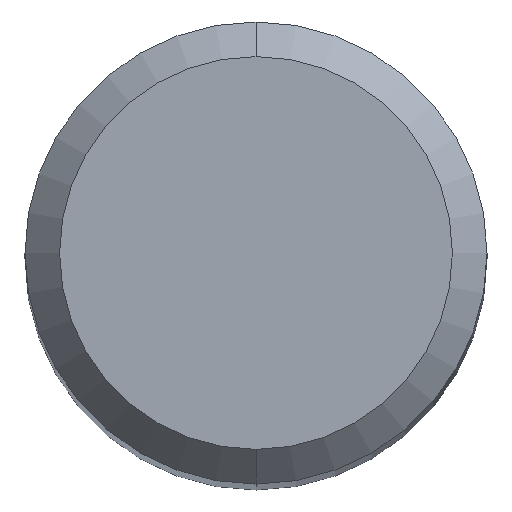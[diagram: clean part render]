
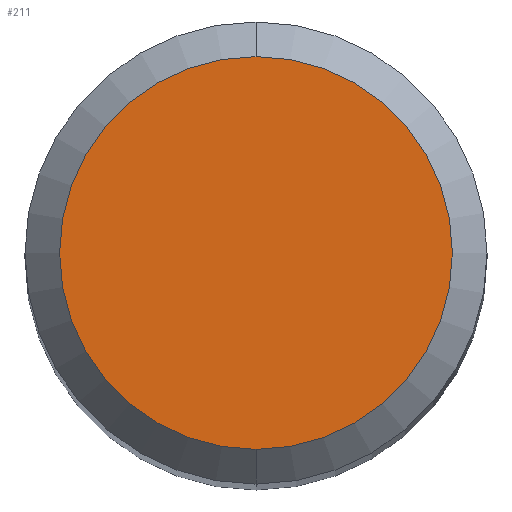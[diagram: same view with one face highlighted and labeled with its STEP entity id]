
A CAD part, top view. The second image highlights one B-rep face of the part: STEP entity #211.
In plain terms, the highlighted planar face has unit normal (0, 0, 1).
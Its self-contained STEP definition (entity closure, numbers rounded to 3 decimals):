
#195=EDGE_CURVE('',#333,#255,#505,.T.);
#211=ADVANCED_FACE('',(#524),#525,.T.);
#255=VERTEX_POINT('',#572);
#333=VERTEX_POINT('',#658);
#359=EDGE_CURVE('',#255,#333,#686,.T.);
#505=CIRCLE('',#842,1.7);
#524=FACE_OUTER_BOUND('',#862,.T.);
#525=PLANE('',#863);
#572=CARTESIAN_POINT('',(0.0,1.7,0.0));
#658=CARTESIAN_POINT('',(0.,-1.7,0.0));
#686=CIRCLE('',#1181,1.7);
#842=AXIS2_PLACEMENT_3D('',#1470,#1471,#1472);
#862=EDGE_LOOP('',(#1501,#1502));
#863=AXIS2_PLACEMENT_3D('',#1503,#1504,#1505);
#1181=AXIS2_PLACEMENT_3D('',#1683,#1684,#1685);
#1470=CARTESIAN_POINT('',(0.0,0.0,0.0));
#1471=DIRECTION('',(0.0,0.0,-1.0));
#1472=DIRECTION('',(0.0,1.0,0.0));
#1501=ORIENTED_EDGE('',*,*,#359,.F.);
#1502=ORIENTED_EDGE('',*,*,#195,.F.);
#1503=CARTESIAN_POINT('',(0.0,0.85,0.0));
#1504=DIRECTION('',(-0.0,0.0,1.0));
#1505=DIRECTION('',(0.0,-1.0,0.0));
#1683=CARTESIAN_POINT('',(0.0,0.0,0.0));
#1684=DIRECTION('',(0.0,0.0,-1.0));
#1685=DIRECTION('',(0.0,1.0,0.0));
